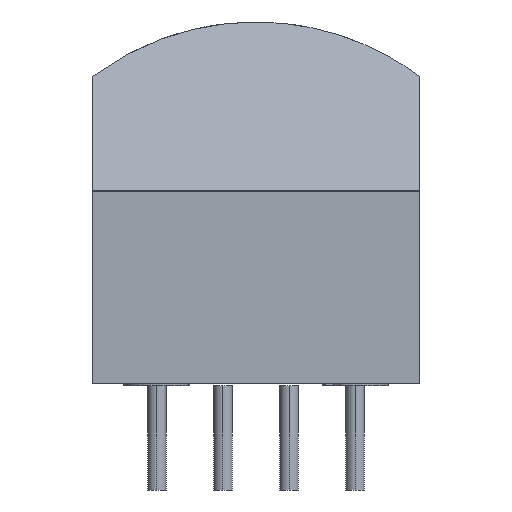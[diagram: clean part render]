
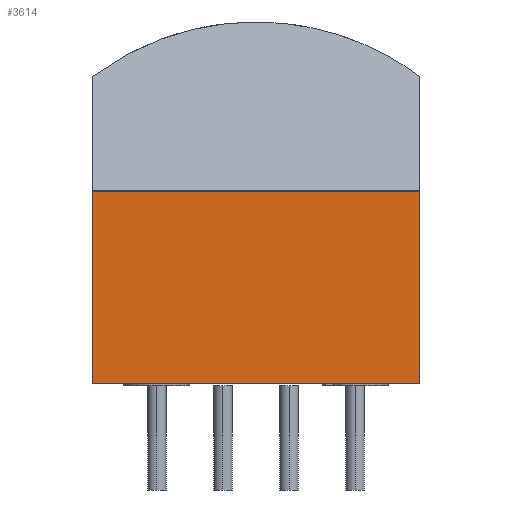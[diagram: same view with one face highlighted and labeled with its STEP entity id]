
A CAD part, left-side view. The second image highlights one B-rep face of the part: STEP entity #3614.
In plain terms, the highlighted planar face has unit normal (-1, 0, 0).
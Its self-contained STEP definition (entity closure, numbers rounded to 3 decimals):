
#3496=CARTESIAN_POINT('',(-6.6,6.3,7.5));
#3497=VERTEX_POINT('',#3496);
#3514=CARTESIAN_POINT('',(-6.6,6.3,0.1));
#3515=VERTEX_POINT('',#3514);
#3522=CARTESIAN_POINT('',(-6.6,6.3,0.1));
#3523=DIRECTION('',(0.0,0.0,1.0));
#3524=VECTOR('',#3523,7.4);
#3525=LINE('',#3522,#3524);
#3526=EDGE_CURVE('',#3515,#3497,#3525,.T.);
#3567=CARTESIAN_POINT('',(-6.6,-6.3,7.5));
#3568=VERTEX_POINT('',#3567);
#3575=CARTESIAN_POINT('',(-6.6,-6.3,0.1));
#3576=VERTEX_POINT('',#3575);
#3577=CARTESIAN_POINT('',(-6.6,-6.3,0.1));
#3578=DIRECTION('',(0.0,0.0,1.0));
#3579=VECTOR('',#3578,7.4);
#3580=LINE('',#3577,#3579);
#3581=EDGE_CURVE('',#3576,#3568,#3580,.T.);
#3593=CARTESIAN_POINT('',(-6.6,-6.3,0.1));
#3594=DIRECTION('',(-1.0,0.0,0.0));
#3595=DIRECTION('',(0.0,0.0,1.0));
#3596=AXIS2_PLACEMENT_3D('',#3593,#3594,#3595);
#3597=PLANE('',#3596);
#3598=CARTESIAN_POINT('',(-6.6,-6.3,7.5));
#3599=DIRECTION('',(0.0,1.0,0.0));
#3600=VECTOR('',#3599,12.6);
#3601=LINE('',#3598,#3600);
#3602=EDGE_CURVE('',#3568,#3497,#3601,.T.);
#3603=ORIENTED_EDGE('',*,*,#3602,.T.);
#3604=ORIENTED_EDGE('',*,*,#3526,.F.);
#3605=CARTESIAN_POINT('',(-6.6,-6.3,0.1));
#3606=DIRECTION('',(0.0,1.0,0.0));
#3607=VECTOR('',#3606,12.6);
#3608=LINE('',#3605,#3607);
#3609=EDGE_CURVE('',#3576,#3515,#3608,.T.);
#3610=ORIENTED_EDGE('',*,*,#3609,.F.);
#3611=ORIENTED_EDGE('',*,*,#3581,.T.);
#3612=EDGE_LOOP('',(#3603,#3604,#3610,#3611));
#3613=FACE_OUTER_BOUND('',#3612,.T.);
#3614=ADVANCED_FACE('',(#3613),#3597,.T.);
